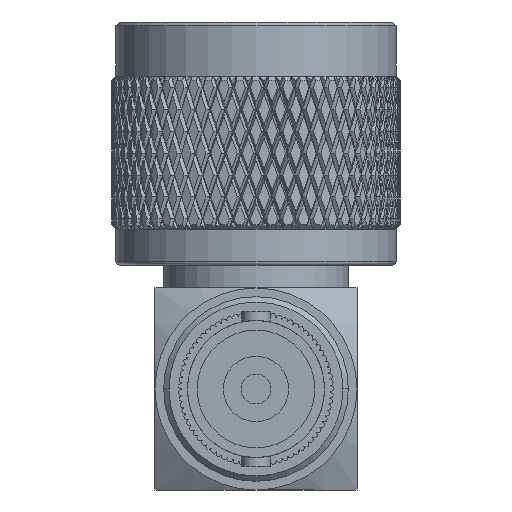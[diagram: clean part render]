
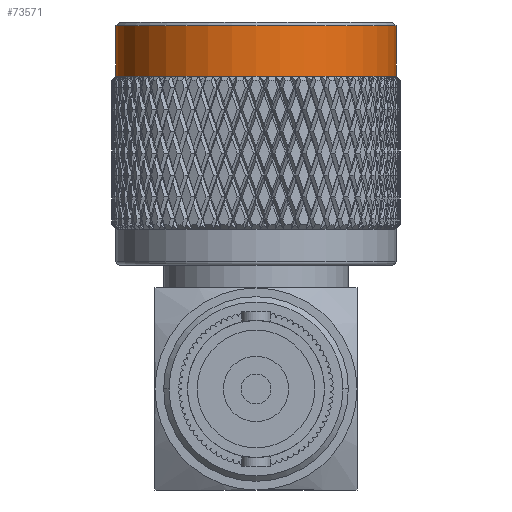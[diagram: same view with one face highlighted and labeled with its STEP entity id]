
A CAD part, left-side view. The second image highlights one B-rep face of the part: STEP entity #73571.
In plain terms, the highlighted cylindrical face has radius 9.857 mm (diameter 19.715 mm), a partial arc.
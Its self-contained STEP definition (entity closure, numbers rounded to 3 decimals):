
#5959 = CARTESIAN_POINT ( 'NONE',  ( 9.842, -9.842, 0. ) ) ;
#27614 = LINE ( 'NONE', #38790, #87413 ) ;
#30215 = ORIENTED_EDGE ( 'NONE', *, *, #168591, .T. ) ;
#32936 = CYLINDRICAL_SURFACE ( 'NONE', #52276, 9.857 ) ;
#38104 = EDGE_CURVE ( 'NONE', #139831, #179222, #154267, .T. ) ;
#38790 = CARTESIAN_POINT ( 'NONE',  ( -0.015, -9.842, 0. ) ) ;
#41831 = DIRECTION ( 'NONE',  ( 0., -1., 0. ) ) ;
#46481 = DIRECTION ( 'NONE',  ( 0., -1., 0. ) ) ;
#50664 = EDGE_CURVE ( 'NONE', #91619, #139831, #144568, .T. ) ;
#52276 = AXIS2_PLACEMENT_3D ( 'NONE', #5959, #146162, #107095 ) ;
#70308 = DIRECTION ( 'NONE',  ( 0., -1., 0. ) ) ;
#73571 = ADVANCED_FACE ( 'NONE', ( #76514 ), #32936, .T. ) ;
#73980 = CARTESIAN_POINT ( 'NONE',  ( 19.7, -9.842, 0. ) ) ;
#76514 = FACE_OUTER_BOUND ( 'NONE', #142717, .T. ) ;
#87413 = VECTOR ( 'NONE', #70308, 1000. ) ;
#91619 = VERTEX_POINT ( 'NONE', #166086 ) ;
#95064 = CARTESIAN_POINT ( 'NONE',  ( -0.015, 6.033, 0. ) ) ;
#98315 = ORIENTED_EDGE ( 'NONE', *, *, #50664, .F. ) ;
#107095 = DIRECTION ( 'NONE',  ( 1., 0., 0. ) ) ;
#108241 = ORIENTED_EDGE ( 'NONE', *, *, #38104, .F. ) ;
#111355 = CARTESIAN_POINT ( 'NONE',  ( 19.7, 6.033, 0. ) ) ;
#113050 = EDGE_CURVE ( 'NONE', #91619, #177390, #120564, .T. ) ;
#120564 = CIRCLE ( 'NONE', #132495, 9.857 ) ;
#131542 = VECTOR ( 'NONE', #159365, 1000. ) ;
#132495 = AXIS2_PLACEMENT_3D ( 'NONE', #168966, #41831, #170806 ) ;
#139831 = VERTEX_POINT ( 'NONE', #111355 ) ;
#142717 = EDGE_LOOP ( 'NONE', ( #171219, #30215, #108241, #98315 ) ) ;
#143999 = CARTESIAN_POINT ( 'NONE',  ( 9.842, 6.033, 0. ) ) ;
#144568 = LINE ( 'NONE', #73980, #131542 ) ;
#146162 = DIRECTION ( 'NONE',  ( 0., -1., 0. ) ) ;
#154267 = CIRCLE ( 'NONE', #177972, 9.857 ) ;
#159365 = DIRECTION ( 'NONE',  ( 0., -1., 0. ) ) ;
#161525 = DIRECTION ( 'NONE',  ( 1., 0., 0. ) ) ;
#166086 = CARTESIAN_POINT ( 'NONE',  ( 19.7, 9.589, 0. ) ) ;
#168591 = EDGE_CURVE ( 'NONE', #177390, #179222, #27614, .T. ) ;
#168966 = CARTESIAN_POINT ( 'NONE',  ( 9.842, 9.589, 0. ) ) ;
#170806 = DIRECTION ( 'NONE',  ( -1., 0., 0. ) ) ;
#171219 = ORIENTED_EDGE ( 'NONE', *, *, #113050, .T. ) ;
#175816 = CARTESIAN_POINT ( 'NONE',  ( -0.015, 9.589, 0. ) ) ;
#177390 = VERTEX_POINT ( 'NONE', #175816 ) ;
#177972 = AXIS2_PLACEMENT_3D ( 'NONE', #143999, #46481, #161525 ) ;
#179222 = VERTEX_POINT ( 'NONE', #95064 ) ;
